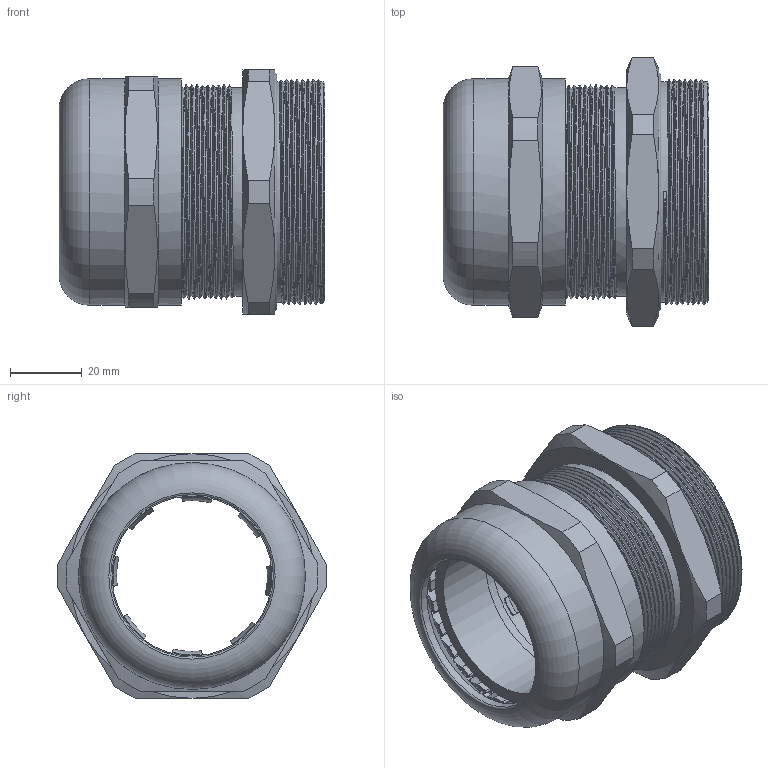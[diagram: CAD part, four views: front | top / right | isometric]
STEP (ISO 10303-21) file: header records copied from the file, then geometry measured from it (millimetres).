
FILE_DESCRIPTION(/* description */ ('Euro-Top-EMV M 63x1,5'),/* implementation_level */ '2;1');
FILE_NAME(/* name */ '61086563LF-RST.stp',/* time_stamp */ '2020-10-15T09:01:53+02:00',/* author */ ('sl'),/* organization */ (''),/* preprocessor_version */ 'ST-DEVELOPER v16.5',/* originating_system */ 'Autodesk Inventor 2017',/* authorisation */ '');
FILE_SCHEMA (('AUTOMOTIVE_DESIGN { 1 0 10303 214 3 1 1 }'));
Length unit declared in the file: millimetre
Products named in the file (8): 61086563LF; Euro-Top-EMV-04-5-BT-0001-61086563; 61086563; 61086563_1; 61086563_2; 61086563_3; 61086563_4; 61086563_5
Assembly tree (7 placements, depth 2):
  61086563LF
    Euro-Top-EMV-04-5-BT-0001-61086563
    61086563
    61086563_1
    61086563_2
    61086563_3
    61086563_4
    61086563_5
Bounding box: 73.88 x 74.71 x 68 mm (x, y, z)
Volume: 77311 mm3; surface area: 75437.5 mm2
Topology: 7 solids, 7 shells, 608 faces, 1723 edges, 1135 vertices
Faces by surface type: plane 264, cylinder 191, cone 67, torus 64, bspline 22
Full cylindrical faces by diameter (mm): 44.44 x1, 45.17 x1, 45.29 x1, 49.12 x1, 50 x1, 50.33 x1, 51 x1, 51.54 x1, 52 x1, 52.38 x1, 52.8 x1, 53.2 x1, 53.34 x1, 54.09 x1, 54.5 x2, 55.5 x1, 55.53 x1, 57.45 x2, 57.9 x15, 57.958 x10, 61.178 x7, 63 x2
Entity records: 26705 total; most frequent: CARTESIAN_POINT 12056, ORIENTED_EDGE 3140, DIRECTION 2910, EDGE_CURVE 1570, AXIS2_PLACEMENT_3D 1107, VERTEX_POINT 1057, LINE 696, VECTOR 696
